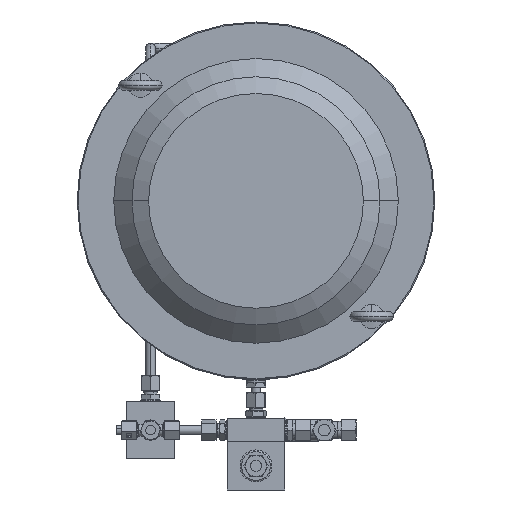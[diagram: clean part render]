
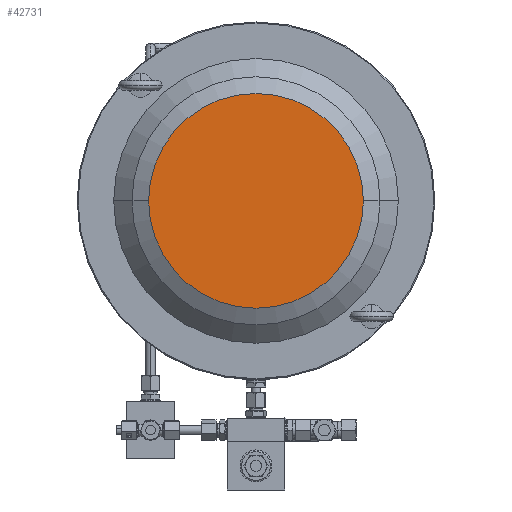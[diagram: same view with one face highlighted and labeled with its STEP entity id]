
A CAD part, front view. The second image highlights one B-rep face of the part: STEP entity #42731.
In plain terms, the highlighted planar face has unit normal (0, -1, 0).
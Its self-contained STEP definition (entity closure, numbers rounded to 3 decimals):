
#1287 = EDGE_CURVE ( 'Defeature ausgef�hrt1_186+Defeature ausgef�hrt1_185+Defeature ausgef�hrt1_185+Defeature ausgef�hrt1_185', #24108, #32718, #38577, .T. ) ;
#8564 = CARTESIAN_POINT ( 'NONE',  ( 0., -305., 0. ) ) ;
#9273 = CARTESIAN_POINT ( 'NONE',  ( 111.679, -305., 0. ) ) ;
#12884 = CARTESIAN_POINT ( 'NONE',  ( -111.679, -305., 0. ) ) ;
#14415 = DIRECTION ( 'NONE',  ( 1., 0., 0. ) ) ;
#15972 = ORIENTED_EDGE ( 'NONE', *, *, #1287, .T. ) ;
#22594 = PLANE ( 'NONE',  #66714 ) ;
#24108 = VERTEX_POINT ( 'NONE', #12884 ) ;
#24123 = AXIS2_PLACEMENT_3D ( 'NONE', #8564, #49132, #14415 ) ;
#25451 = FACE_OUTER_BOUND ( 'NONE', #26017, .T. ) ;
#26017 = EDGE_LOOP ( 'NONE', ( #15972, #61221 ) ) ;
#28167 = CARTESIAN_POINT ( 'NONE',  ( 0., -305., 111.679 ) ) ;
#28410 = DIRECTION ( 'NONE',  ( -1., 0., 0. ) ) ;
#29698 = AXIS2_PLACEMENT_3D ( 'NONE', #31481, #72199, #37303 ) ;
#31481 = CARTESIAN_POINT ( 'NONE',  ( 0., -305., 0. ) ) ;
#32718 = VERTEX_POINT ( 'NONE', #9273 ) ;
#36904 = CIRCLE ( 'NONE', #29698, 111.679 ) ;
#37303 = DIRECTION ( 'NONE',  ( 1., 0., 0. ) ) ;
#38577 = CIRCLE ( 'NONE', #24123, 111.679 ) ;
#42731 = ADVANCED_FACE ( 'Defeature ausgef�hrt1_186', ( #25451 ), #22594, .F. ) ;
#49132 = DIRECTION ( 'NONE',  ( 0., -1., 0. ) ) ;
#61221 = ORIENTED_EDGE ( 'NONE', *, *, #75251, .T. ) ;
#63138 = DIRECTION ( 'NONE',  ( 0., 1., 0. ) ) ;
#66714 = AXIS2_PLACEMENT_3D ( 'NONE', #28167, #63138, #28410 ) ;
#72199 = DIRECTION ( 'NONE',  ( 0., -1., 0. ) ) ;
#75251 = EDGE_CURVE ( 'Defeature ausgef�hrt1_186+Defeature ausgef�hrt1_185+Defeature ausgef�hrt1_185+Defeature ausgef�hrt1_185', #32718, #24108, #36904, .T. ) ;
